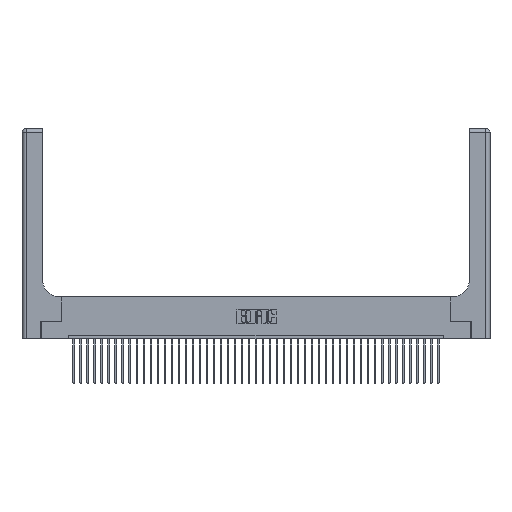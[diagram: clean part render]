
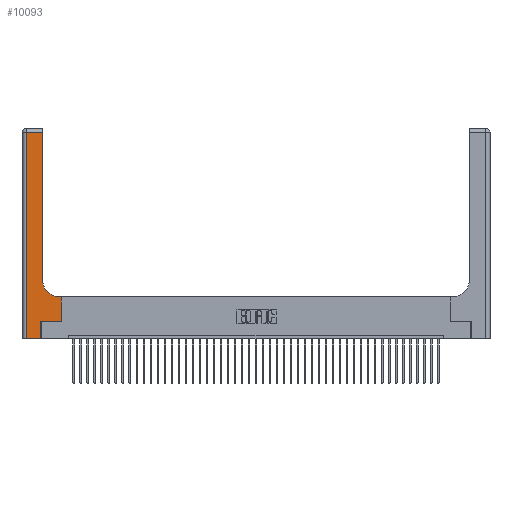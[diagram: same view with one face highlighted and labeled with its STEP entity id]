
A CAD part, top view. The second image highlights one B-rep face of the part: STEP entity #10093.
In plain terms, the highlighted planar face has unit normal (0, 0, 1).
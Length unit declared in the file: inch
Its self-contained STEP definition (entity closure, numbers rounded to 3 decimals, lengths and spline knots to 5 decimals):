
#711 = VECTOR ( 'NONE', #7008, 39.37008 ) ;
#732 = DIRECTION ( 'NONE',  ( 0., 0., -1. ) ) ;
#1144 = VERTEX_POINT ( 'NONE', #18354 ) ;
#1750 = CARTESIAN_POINT ( 'NONE',  ( 0.269, 0.25, 0.37 ) ) ;
#3035 = AXIS2_PLACEMENT_3D ( 'NONE', #32371, #22852, #35633 ) ;
#3791 = ORIENTED_EDGE ( 'NONE', *, *, #7941, .T. ) ;
#4208 = CARTESIAN_POINT ( 'NONE',  ( 0.269, 0., 0.37 ) ) ;
#4405 = DIRECTION ( 'NONE',  ( -1., 0., 0. ) ) ;
#4423 = LINE ( 'NONE', #17728, #10238 ) ;
#4543 = CARTESIAN_POINT ( 'NONE',  ( 0., 3., 0.37 ) ) ;
#4648 = VECTOR ( 'NONE', #23006, 39.37008 ) ;
#5328 = EDGE_CURVE ( 'NONE', #39924, #7889, #8014, .T. ) ;
#5696 = LINE ( 'NONE', #43370, #4648 ) ;
#5963 = VECTOR ( 'NONE', #6450, 39.37008 ) ;
#6450 = DIRECTION ( 'NONE',  ( 0., -1., 0. ) ) ;
#7006 = CARTESIAN_POINT ( 'NONE',  ( 0.06, 3., 0.37 ) ) ;
#7008 = DIRECTION ( 'NONE',  ( -1., 0., 0. ) ) ;
#7433 = ORIENTED_EDGE ( 'NONE', *, *, #5328, .T. ) ;
#7889 = VERTEX_POINT ( 'NONE', #16820 ) ;
#7941 = EDGE_CURVE ( 'NONE', #1144, #21040, #5696, .T. ) ;
#8014 = LINE ( 'NONE', #12530, #42827 ) ;
#8967 = VECTOR ( 'NONE', #31364, 39.37008 ) ;
#10093 = ADVANCED_FACE ( 'NONE', ( #22319 ), #11173, .F. ) ;
#10238 = VECTOR ( 'NONE', #14650, 39.37008 ) ;
#11173 = PLANE ( 'NONE',  #30112 ) ;
#11591 = DIRECTION ( 'NONE',  ( -1., 0., 0. ) ) ;
#12530 = CARTESIAN_POINT ( 'NONE',  ( 0.5585, 0.25, 0.37 ) ) ;
#13353 = VERTEX_POINT ( 'NONE', #21769 ) ;
#14650 = DIRECTION ( 'NONE',  ( 0., 1., 0. ) ) ;
#15873 = EDGE_CURVE ( 'NONE', #7889, #31847, #38294, .T. ) ;
#16627 = EDGE_CURVE ( 'NONE', #19179, #13353, #20148, .T. ) ;
#16820 = CARTESIAN_POINT ( 'NONE',  ( 0.5585, 0.6, 0.37 ) ) ;
#17417 = EDGE_CURVE ( 'NONE', #25942, #39924, #33727, .T. ) ;
#17728 = CARTESIAN_POINT ( 'NONE',  ( 0.2915, 3., 0.37 ) ) ;
#17868 = EDGE_CURVE ( 'NONE', #21040, #25942, #21065, .T. ) ;
#18354 = CARTESIAN_POINT ( 'NONE',  ( 0.06, 0., 0.37 ) ) ;
#18507 = ORIENTED_EDGE ( 'NONE', *, *, #39716, .T. ) ;
#19179 = VERTEX_POINT ( 'NONE', #30010 ) ;
#20148 = LINE ( 'NONE', #31990, #711 ) ;
#20777 = CARTESIAN_POINT ( 'NONE',  ( 0.2915, 0.85, 0.37 ) ) ;
#21040 = VERTEX_POINT ( 'NONE', #32729 ) ;
#21065 = LINE ( 'NONE', #4208, #8967 ) ;
#21769 = CARTESIAN_POINT ( 'NONE',  ( 0.06, 2.94, 0.37 ) ) ;
#22296 = CARTESIAN_POINT ( 'NONE',  ( 0.2915, 0.6, 0.37 ) ) ;
#22319 = FACE_OUTER_BOUND ( 'NONE', #30562, .T. ) ;
#22852 = DIRECTION ( 'NONE',  ( 0., 0., -1. ) ) ;
#23006 = DIRECTION ( 'NONE',  ( 1., 0., 0. ) ) ;
#23433 = VERTEX_POINT ( 'NONE', #20777 ) ;
#23832 = LINE ( 'NONE', #7006, #5963 ) ;
#25857 = ORIENTED_EDGE ( 'NONE', *, *, #16627, .T. ) ;
#25942 = VERTEX_POINT ( 'NONE', #1750 ) ;
#28415 = EDGE_CURVE ( 'NONE', #13353, #1144, #23832, .T. ) ;
#28799 = CARTESIAN_POINT ( 'NONE',  ( 0.5415, 0.6, 0.37 ) ) ;
#29004 = EDGE_CURVE ( 'NONE', #31847, #23433, #37816, .T. ) ;
#29330 = VECTOR ( 'NONE', #11591, 39.37008 ) ;
#29824 = ORIENTED_EDGE ( 'NONE', *, *, #29004, .T. ) ;
#30010 = CARTESIAN_POINT ( 'NONE',  ( 0.2915, 2.94, 0.37 ) ) ;
#30112 = AXIS2_PLACEMENT_3D ( 'NONE', #4543, #732, #4405 ) ;
#30540 = VECTOR ( 'NONE', #40605, 39.37008 ) ;
#30562 = EDGE_LOOP ( 'NONE', ( #18507, #25857, #33707, #3791, #38201, #43317, #7433, #34643, #29824 ) ) ;
#31364 = DIRECTION ( 'NONE',  ( 0., 1., 0. ) ) ;
#31847 = VERTEX_POINT ( 'NONE', #28799 ) ;
#31990 = CARTESIAN_POINT ( 'NONE',  ( 0., 2.94, 0.37 ) ) ;
#32371 = CARTESIAN_POINT ( 'NONE',  ( 0.5415, 0.85, 0.37 ) ) ;
#32729 = CARTESIAN_POINT ( 'NONE',  ( 0.269, 0., 0.37 ) ) ;
#33707 = ORIENTED_EDGE ( 'NONE', *, *, #28415, .T. ) ;
#33727 = LINE ( 'NONE', #35491, #30540 ) ;
#34643 = ORIENTED_EDGE ( 'NONE', *, *, #15873, .T. ) ;
#35356 = CARTESIAN_POINT ( 'NONE',  ( 0.5585, 0.25, 0.37 ) ) ;
#35491 = CARTESIAN_POINT ( 'NONE',  ( 0.269, 0.25, 0.37 ) ) ;
#35633 = DIRECTION ( 'NONE',  ( 1., 0., 0. ) ) ;
#37816 = CIRCLE ( 'NONE', #3035, 0.25 ) ;
#38201 = ORIENTED_EDGE ( 'NONE', *, *, #17868, .T. ) ;
#38294 = LINE ( 'NONE', #22296, #29330 ) ;
#39716 = EDGE_CURVE ( 'NONE', #23433, #19179, #4423, .T. ) ;
#39924 = VERTEX_POINT ( 'NONE', #35356 ) ;
#40605 = DIRECTION ( 'NONE',  ( 1., 0., 0. ) ) ;
#42416 = DIRECTION ( 'NONE',  ( 0., 1., 0. ) ) ;
#42827 = VECTOR ( 'NONE', #42416, 39.37008 ) ;
#43317 = ORIENTED_EDGE ( 'NONE', *, *, #17417, .T. ) ;
#43370 = CARTESIAN_POINT ( 'NONE',  ( 0., 0., 0.37 ) ) ;
